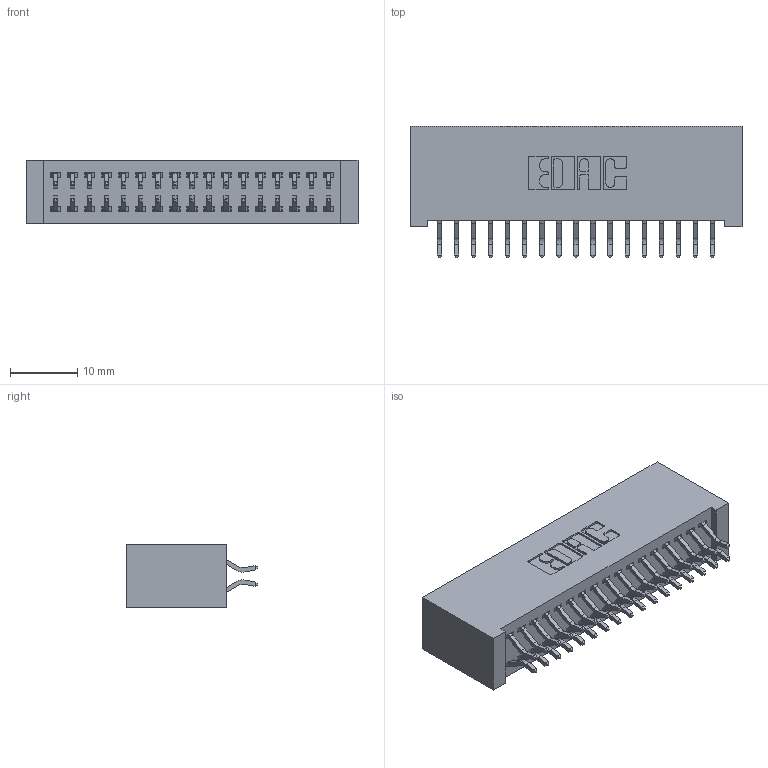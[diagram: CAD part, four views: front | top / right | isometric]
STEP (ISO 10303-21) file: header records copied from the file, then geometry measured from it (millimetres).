
FILE_DESCRIPTION (( 'STEP AP203' ), '1' );
FILE_NAME ('342-034-556-201.STEP', '2019-10-02T12:28:00', ( '' ), ( '' ), 'SwSTEP 2.0', 'SolidWorks 2016', '' );
FILE_SCHEMA (( 'CONFIG_CONTROL_DESIGN' ));
Length unit declared in the file: inch
Products named in the file (3): 342-034-556-201; 342 Part_Lugless; 345-292-001_556 Tail
Assembly tree (35 placements, depth 2):
  342-034-556-201
    342 Part_Lugless
    345-292-001_556 Tail  x34
Bounding box: 49.43 x 19.58 x 9.4 mm (x, y, z)
Volume: 4761.5 mm3; surface area: 7547.7 mm2
Topology: 35 solids, 35 shells, 2074 faces, 6157 edges, 4058 vertices
Faces by surface type: plane 1422, cylinder 652
Entity records: 13981 total; most frequent: CARTESIAN_POINT 2358, ORIENTED_EDGE 2282, DIRECTION 2041, EDGE_CURVE 1141, LINE 1013, VECTOR 1013, VERTEX_POINT 758, AXIS2_PLACEMENT_3D 514
